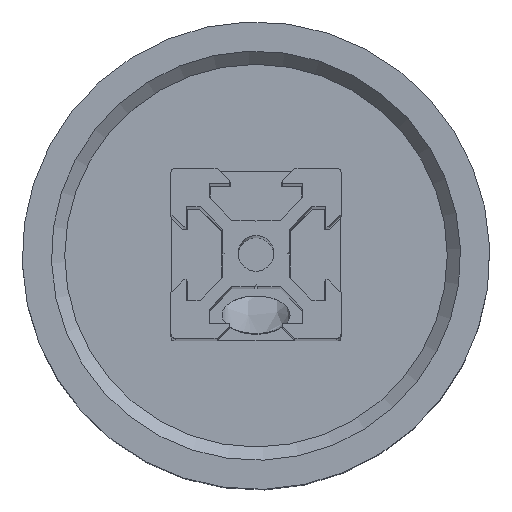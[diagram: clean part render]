
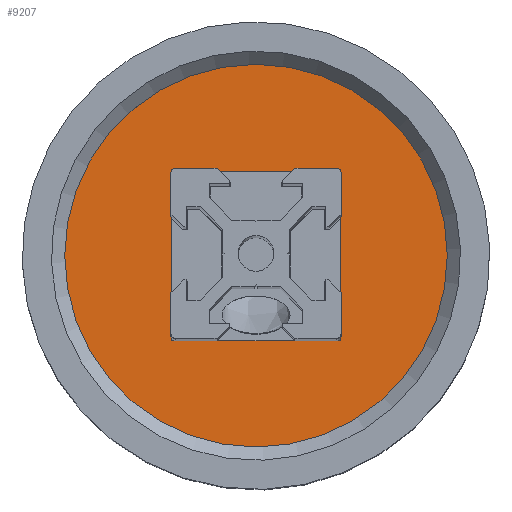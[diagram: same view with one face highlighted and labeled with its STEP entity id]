
A CAD part, top view. The second image highlights one B-rep face of the part: STEP entity #9207.
In plain terms, the highlighted planar face has unit normal (0, 0, 1).
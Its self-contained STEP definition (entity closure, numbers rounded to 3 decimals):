
#1211=LINE('',#31089,#2094);
#1212=LINE('',#31091,#2095);
#1213=LINE('',#31093,#2096);
#1214=LINE('',#31095,#2097);
#1215=LINE('',#31098,#2098);
#2094=VECTOR('',#11840,10.);
#2095=VECTOR('',#11841,10.);
#2096=VECTOR('',#11842,10.);
#2097=VECTOR('',#11843,10.);
#2098=VECTOR('',#11846,10.);
#2290=FACE_BOUND('',#3841,.T.);
#2537=PLANE('',#9919);
#3306=FACE_OUTER_BOUND('',#3840,.T.);
#3840=EDGE_LOOP('',(#8489));
#3841=EDGE_LOOP('',(#8490,#8491,#8492,#8493,#8494,#8495));
#4032=CIRCLE('',#9914,22.5);
#4035=CIRCLE('',#9920,10.025);
#4800=VERTEX_POINT('',#31076);
#4803=VERTEX_POINT('',#31087);
#4804=VERTEX_POINT('',#31088);
#4805=VERTEX_POINT('',#31090);
#4806=VERTEX_POINT('',#31092);
#4807=VERTEX_POINT('',#31094);
#4808=VERTEX_POINT('',#31096);
#6043=EDGE_CURVE('',#4800,#4800,#4032,.T.);
#6048=EDGE_CURVE('',#4803,#4804,#1211,.T.);
#6049=EDGE_CURVE('',#4805,#4803,#1212,.T.);
#6050=EDGE_CURVE('',#4806,#4805,#1213,.T.);
#6051=EDGE_CURVE('',#4807,#4806,#1214,.T.);
#6052=EDGE_CURVE('',#4808,#4807,#4035,.T.);
#6053=EDGE_CURVE('',#4804,#4808,#1215,.T.);
#8489=ORIENTED_EDGE('',*,*,#6043,.T.);
#8490=ORIENTED_EDGE('',*,*,#6048,.F.);
#8491=ORIENTED_EDGE('',*,*,#6049,.F.);
#8492=ORIENTED_EDGE('',*,*,#6050,.F.);
#8493=ORIENTED_EDGE('',*,*,#6051,.F.);
#8494=ORIENTED_EDGE('',*,*,#6052,.F.);
#8495=ORIENTED_EDGE('',*,*,#6053,.F.);
#9207=ADVANCED_FACE('',(#3306,#2290),#2537,.F.);
#9914=AXIS2_PLACEMENT_3D('',#31077,#11826,#11827);
#9919=AXIS2_PLACEMENT_3D('',#31086,#11838,#11839);
#9920=AXIS2_PLACEMENT_3D('',#31097,#11844,#11845);
#11826=DIRECTION('center_axis',(0.,0.,1.));
#11827=DIRECTION('ref_axis',(-1.,0.,0.));
#11838=DIRECTION('center_axis',(0.,0.,-1.));
#11839=DIRECTION('ref_axis',(-1.,0.,0.));
#11840=DIRECTION('',(0.,-1.,0.));
#11841=DIRECTION('',(-1.,0.,0.));
#11842=DIRECTION('',(0.,1.,0.));
#11843=DIRECTION('',(1.,0.,0.));
#11844=DIRECTION('center_axis',(0.,0.,1.));
#11845=DIRECTION('ref_axis',(1.,0.,0.));
#11846=DIRECTION('',(1.,0.,0.));
#31076=CARTESIAN_POINT('',(22.5,0.,44.5));
#31077=CARTESIAN_POINT('Origin',(0.,0.,44.5));
#31086=CARTESIAN_POINT('Origin',(0.,0.,44.5));
#31087=CARTESIAN_POINT('',(-9.9,9.9,44.5));
#31088=CARTESIAN_POINT('',(-9.9,-10.,44.5));
#31089=CARTESIAN_POINT('',(-9.9,2.169,44.5));
#31090=CARTESIAN_POINT('',(9.9,9.9,44.5));
#31091=CARTESIAN_POINT('',(2.169,9.9,44.5));
#31092=CARTESIAN_POINT('',(9.9,-10.,44.5));
#31093=CARTESIAN_POINT('',(9.9,-2.169,44.5));
#31094=CARTESIAN_POINT('',(0.708,-10.,44.5));
#31095=CARTESIAN_POINT('',(0.354,-10.,44.5));
#31096=CARTESIAN_POINT('',(-0.708,-10.,44.5));
#31097=CARTESIAN_POINT('Origin',(0.,0.,44.5));
#31098=CARTESIAN_POINT('',(-5.,-10.,44.5));
